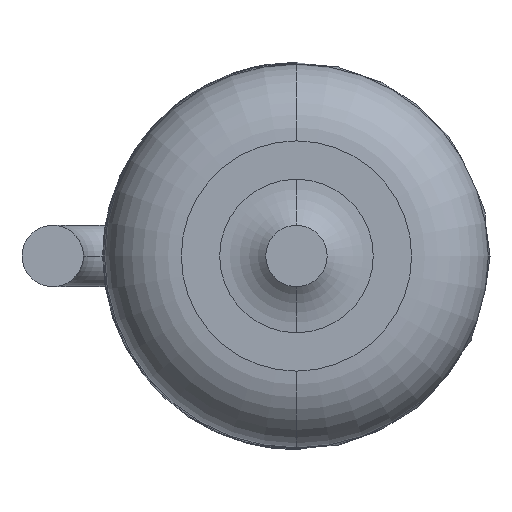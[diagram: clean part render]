
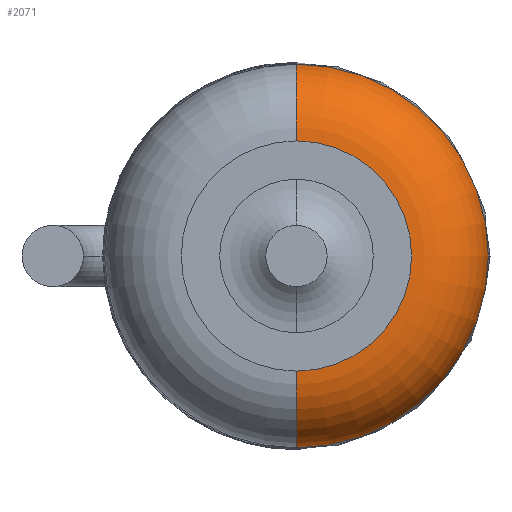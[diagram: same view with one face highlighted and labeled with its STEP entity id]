
A CAD part, front view. The second image highlights one B-rep face of the part: STEP entity #2071.
In plain terms, the highlighted toroidal (fillet/blend) face has major radius 1.5 mm and minor radius 1 mm.
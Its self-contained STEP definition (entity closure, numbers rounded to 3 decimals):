
#61 = VERTEX_POINT ( 'NONE', #654 ) ;
#117 = DIRECTION ( 'NONE',  ( 0., -1., 0. ) ) ;
#187 = DIRECTION ( 'NONE',  ( 1., 0., 0. ) ) ;
#202 = EDGE_CURVE ( 'NONE', #1247, #1060, #1222, .T. ) ;
#224 = CARTESIAN_POINT ( 'NONE',  ( 0., -7.5, 1.5 ) ) ;
#390 = AXIS2_PLACEMENT_3D ( 'NONE', #2449, #187, #1437 ) ;
#512 = CARTESIAN_POINT ( 'NONE',  ( 0., -6.5, 0. ) ) ;
#630 = CARTESIAN_POINT ( 'NONE',  ( 0., -6.5, 1.5 ) ) ;
#654 = CARTESIAN_POINT ( 'NONE',  ( 0., -6.5, 2.5 ) ) ;
#696 = AXIS2_PLACEMENT_3D ( 'NONE', #512, #1577, #1179 ) ;
#741 = FACE_OUTER_BOUND ( 'NONE', #2565, .T. ) ;
#746 = EDGE_CURVE ( 'NONE', #61, #1060, #2178, .T. ) ;
#933 = DIRECTION ( 'NONE',  ( 0., 0., 1. ) ) ;
#998 = AXIS2_PLACEMENT_3D ( 'NONE', #1121, #1773, #2052 ) ;
#1015 = AXIS2_PLACEMENT_3D ( 'NONE', #1976, #117, #933 ) ;
#1060 = VERTEX_POINT ( 'NONE', #2171 ) ;
#1121 = CARTESIAN_POINT ( 'NONE',  ( 0., -6.5, 0. ) ) ;
#1179 = DIRECTION ( 'NONE',  ( 0., 0., 1. ) ) ;
#1222 = CIRCLE ( 'NONE', #390, 1. ) ;
#1247 = VERTEX_POINT ( 'NONE', #1553 ) ;
#1321 = EDGE_CURVE ( 'NONE', #1247, #1869, #2581, .T. ) ;
#1437 = DIRECTION ( 'NONE',  ( 0., 0., -1. ) ) ;
#1553 = CARTESIAN_POINT ( 'NONE',  ( 0., -7.5, -1.5 ) ) ;
#1571 = CIRCLE ( 'NONE', #1904, 1. ) ;
#1577 = DIRECTION ( 'NONE',  ( 0., 1., 0. ) ) ;
#1675 = ORIENTED_EDGE ( 'NONE', *, *, #746, .F. ) ;
#1773 = DIRECTION ( 'NONE',  ( 0., 1., 0. ) ) ;
#1837 = EDGE_CURVE ( 'NONE', #1869, #61, #1571, .T. ) ;
#1857 = ORIENTED_EDGE ( 'NONE', *, *, #1321, .F. ) ;
#1869 = VERTEX_POINT ( 'NONE', #224 ) ;
#1872 = DIRECTION ( 'NONE',  ( 0., 0., 1. ) ) ;
#1904 = AXIS2_PLACEMENT_3D ( 'NONE', #630, #2083, #1872 ) ;
#1976 = CARTESIAN_POINT ( 'NONE',  ( 0., -7.5, 0. ) ) ;
#1990 = ORIENTED_EDGE ( 'NONE', *, *, #1837, .F. ) ;
#2052 = DIRECTION ( 'NONE',  ( 0., 0., 1. ) ) ;
#2071 = ADVANCED_FACE ( 'NONE', ( #741 ), #2179, .T. ) ;
#2083 = DIRECTION ( 'NONE',  ( -1., 0., 0. ) ) ;
#2138 = ORIENTED_EDGE ( 'NONE', *, *, #202, .T. ) ;
#2171 = CARTESIAN_POINT ( 'NONE',  ( 0., -6.5, -2.5 ) ) ;
#2178 = CIRCLE ( 'NONE', #998, 2.5 ) ;
#2179 = TOROIDAL_SURFACE ( 'NONE', #696, 1.5, 1. ) ;
#2449 = CARTESIAN_POINT ( 'NONE',  ( 0., -6.5, -1.5 ) ) ;
#2565 = EDGE_LOOP ( 'NONE', ( #1857, #2138, #1675, #1990 ) ) ;
#2581 = CIRCLE ( 'NONE', #1015, 1.5 ) ;
